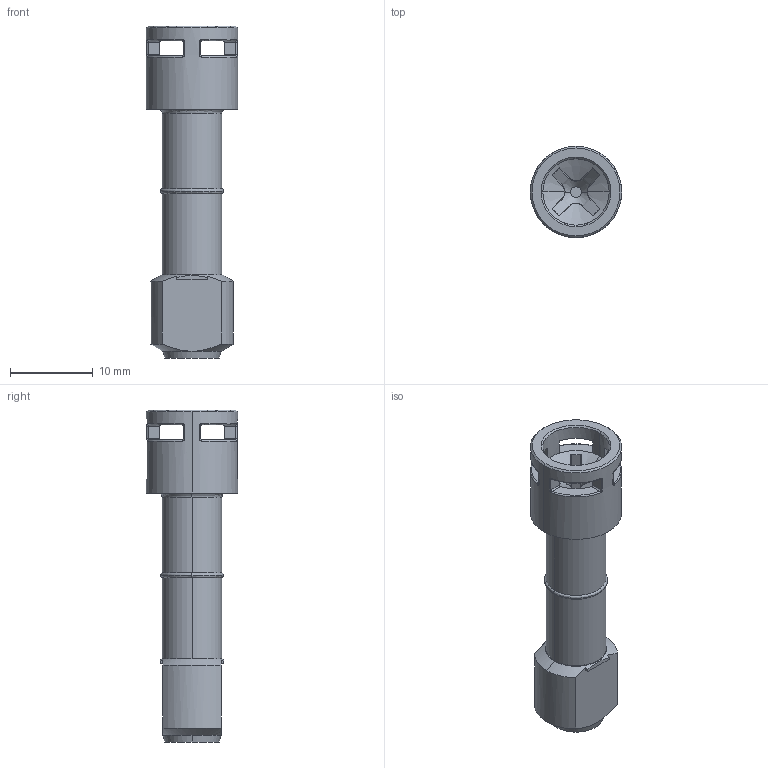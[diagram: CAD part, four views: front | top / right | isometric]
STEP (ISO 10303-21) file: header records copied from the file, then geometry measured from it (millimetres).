
FILE_DESCRIPTION (( 'STEP AP203' ), '1' );
FILE_NAME ('Fibox MNX Coverscrew long.STEP', '2005-11-30T13:37:53', ( ' ' ), ( ' ' ), 'SwSTEP 2.0', 'SolidWorks 2005187', '' );
FILE_SCHEMA (( 'CONFIG_CONTROL_DESIGN' ));
Length unit declared in the file: millimetre
Products named in the file (1): Fibox MNX Coverscrew long
Bounding box: 11 x 11 x 40 mm (x, y, z)
Volume: 1977.2 mm3; surface area: 1557.5 mm2
Topology: 1 solids, 1 shells, 139 faces, 643 edges, 505 vertices
Faces by surface type: cylinder 46, plane 43, bspline 30, cone 20
Entity records: 11893 total; most frequent: CARTESIAN_POINT 7330, ORIENTED_EDGE 1286, EDGE_CURVE 643, DIRECTION 540, VERTEX_POINT 505, B_SPLINE_CURVE_WITH_KNOTS 412, AXIS2_PLACEMENT_3D 207, EDGE_LOOP 146
